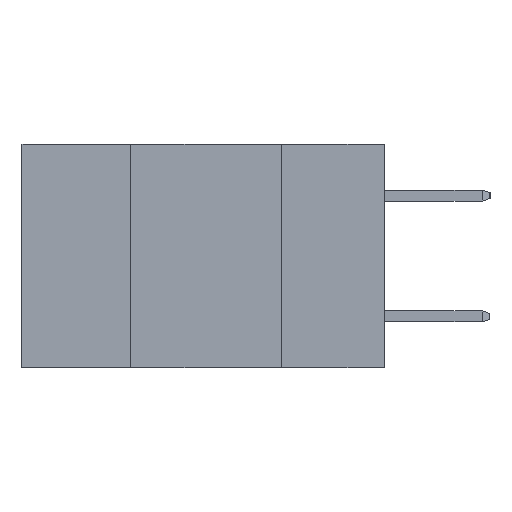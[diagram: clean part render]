
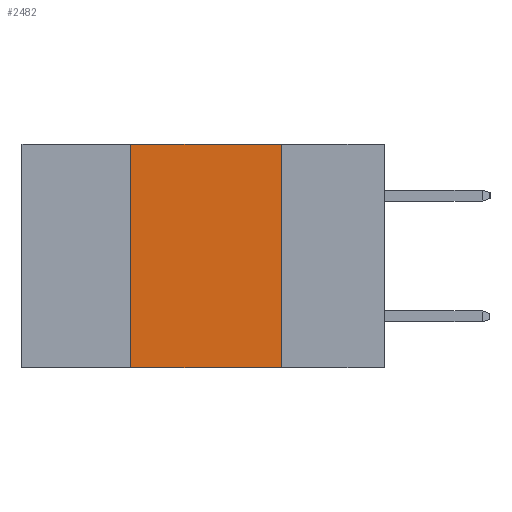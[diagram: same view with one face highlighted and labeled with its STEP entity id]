
A CAD part, left-side view. The second image highlights one B-rep face of the part: STEP entity #2482.
In plain terms, the highlighted planar face has unit normal (-1, 0, 0).
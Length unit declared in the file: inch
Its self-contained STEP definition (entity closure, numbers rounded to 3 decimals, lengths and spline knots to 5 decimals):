
#208 = AXIS2_PLACEMENT_3D ( 'NONE', #1151, #12386, #13215 ) ;
#1151 = CARTESIAN_POINT ( 'NONE',  ( 0., 0.6, 0. ) ) ;
#2407 = CARTESIAN_POINT ( 'NONE',  ( 0., 0.17, 0. ) ) ;
#2482 = ADVANCED_FACE ( 'NONE', ( #10435 ), #3985, .F. ) ;
#2538 = VECTOR ( 'NONE', #15323, 39.37008 ) ;
#3985 = PLANE ( 'NONE',  #208 ) ;
#4586 = VECTOR ( 'NONE', #13243, 39.37008 ) ;
#5277 = ORIENTED_EDGE ( 'NONE', *, *, #11495, .T. ) ;
#5341 = ORIENTED_EDGE ( 'NONE', *, *, #7826, .F. ) ;
#5733 = EDGE_LOOP ( 'NONE', ( #6092, #6051, #5341, #5277 ) ) ;
#6051 = ORIENTED_EDGE ( 'NONE', *, *, #14623, .F. ) ;
#6092 = ORIENTED_EDGE ( 'NONE', *, *, #11089, .F. ) ;
#6309 = CARTESIAN_POINT ( 'NONE',  ( 0., 0.6, 0. ) ) ;
#6378 = CARTESIAN_POINT ( 'NONE',  ( 0., 0.17, 0. ) ) ;
#7375 = VERTEX_POINT ( 'NONE', #2407 ) ;
#7553 = CARTESIAN_POINT ( 'NONE',  ( 0., 0.42, -0.37 ) ) ;
#7826 = EDGE_CURVE ( 'NONE', #15128, #11707, #9344, .T. ) ;
#7980 = LINE ( 'NONE', #6378, #10939 ) ;
#8078 = VERTEX_POINT ( 'NONE', #11027 ) ;
#8766 = CARTESIAN_POINT ( 'NONE',  ( 0., 0.42, 0. ) ) ;
#9344 = LINE ( 'NONE', #12196, #2538 ) ;
#10435 = FACE_OUTER_BOUND ( 'NONE', #5733, .T. ) ;
#10939 = VECTOR ( 'NONE', #15981, 39.37008 ) ;
#11027 = CARTESIAN_POINT ( 'NONE',  ( 0., 0.17, -0.37 ) ) ;
#11089 = EDGE_CURVE ( 'NONE', #7375, #8078, #7980, .T. ) ;
#11142 = VECTOR ( 'NONE', #11345, 39.37008 ) ;
#11345 = DIRECTION ( 'NONE',  ( 0., -1., 0. ) ) ;
#11495 = EDGE_CURVE ( 'NONE', #15128, #8078, #14444, .T. ) ;
#11707 = VERTEX_POINT ( 'NONE', #8766 ) ;
#12196 = CARTESIAN_POINT ( 'NONE',  ( 0., 0.42, 0. ) ) ;
#12386 = DIRECTION ( 'NONE',  ( 1., 0., 0. ) ) ;
#13215 = DIRECTION ( 'NONE',  ( 0., 0., -1. ) ) ;
#13243 = DIRECTION ( 'NONE',  ( 0., -1., 0. ) ) ;
#14299 = LINE ( 'NONE', #6309, #11142 ) ;
#14400 = CARTESIAN_POINT ( 'NONE',  ( 0., 0.6, -0.37 ) ) ;
#14444 = LINE ( 'NONE', #14400, #4586 ) ;
#14623 = EDGE_CURVE ( 'NONE', #11707, #7375, #14299, .T. ) ;
#15128 = VERTEX_POINT ( 'NONE', #7553 ) ;
#15323 = DIRECTION ( 'NONE',  ( 0., 0., 1. ) ) ;
#15981 = DIRECTION ( 'NONE',  ( 0., 0., -1. ) ) ;
